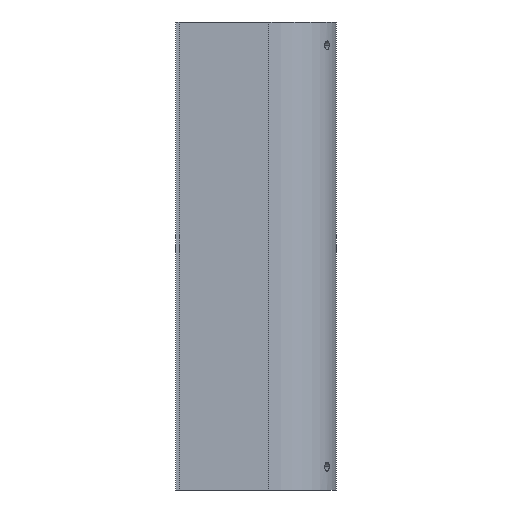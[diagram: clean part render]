
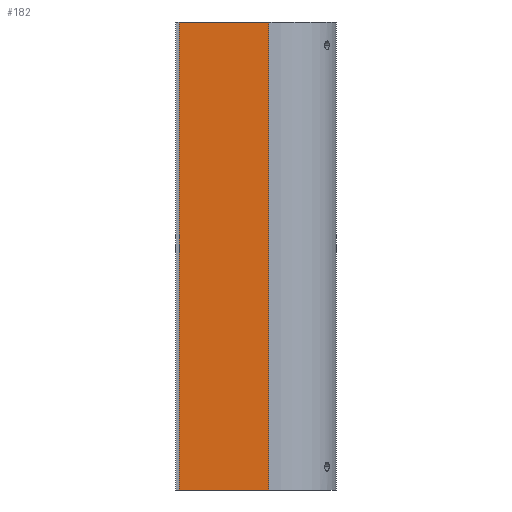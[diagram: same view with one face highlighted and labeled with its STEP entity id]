
A CAD part, left-side view. The second image highlights one B-rep face of the part: STEP entity #182.
In plain terms, the highlighted planar face has unit normal (-1, 0, 0).
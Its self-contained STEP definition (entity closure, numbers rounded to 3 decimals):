
#5 = VECTOR ( 'NONE', #162, 1000. ) ;
#40 = VECTOR ( 'NONE', #153, 1000. ) ;
#51 = CARTESIAN_POINT ( 'NONE',  ( -10., 0., 0. ) ) ;
#52 = FACE_OUTER_BOUND ( 'NONE', #741, .T. ) ;
#54 = EDGE_CURVE ( 'NONE', #969, #1056, #959, .T. ) ;
#63 = CARTESIAN_POINT ( 'NONE',  ( -10., 0., 459.655 ) ) ;
#140 = CARTESIAN_POINT ( 'NONE',  ( -10., 0., 459.655 ) ) ;
#149 = CARTESIAN_POINT ( 'NONE',  ( -10., 57.593, 459.655 ) ) ;
#153 = DIRECTION ( 'NONE',  ( 0., 0., -1. ) ) ;
#162 = DIRECTION ( 'NONE',  ( 0., -1., 0. ) ) ;
#164 = LINE ( 'NONE', #917, #604 ) ;
#182 = ADVANCED_FACE ( 'NONE', ( #52 ), #594, .F. ) ;
#221 = VECTOR ( 'NONE', #496, 1000. ) ;
#287 = LINE ( 'NONE', #149, #40 ) ;
#385 = EDGE_CURVE ( 'NONE', #673, #451, #164, .T. ) ;
#428 = DIRECTION ( 'NONE',  ( 0., 1., 0. ) ) ;
#433 = ORIENTED_EDGE ( 'NONE', *, *, #54, .F. ) ;
#451 = VERTEX_POINT ( 'NONE', #51 ) ;
#483 = ORIENTED_EDGE ( 'NONE', *, *, #927, .T. ) ;
#494 = AXIS2_PLACEMENT_3D ( 'NONE', #63, #765, #428 ) ;
#496 = DIRECTION ( 'NONE',  ( 0., 0., -1. ) ) ;
#567 = ORIENTED_EDGE ( 'NONE', *, *, #385, .T. ) ;
#594 = PLANE ( 'NONE',  #494 ) ;
#604 = VECTOR ( 'NONE', #1007, 1000. ) ;
#673 = VERTEX_POINT ( 'NONE', #704 ) ;
#704 = CARTESIAN_POINT ( 'NONE',  ( -10., 57.593, 0. ) ) ;
#741 = EDGE_LOOP ( 'NONE', ( #433, #483, #567, #950 ) ) ;
#758 = CARTESIAN_POINT ( 'NONE',  ( -10., 0., 300. ) ) ;
#765 = DIRECTION ( 'NONE',  ( 1., 0., 0. ) ) ;
#848 = CARTESIAN_POINT ( 'NONE',  ( -10., 0., 300. ) ) ;
#878 = EDGE_CURVE ( 'NONE', #1056, #451, #1001, .T. ) ;
#917 = CARTESIAN_POINT ( 'NONE',  ( -10., 0., 0. ) ) ;
#927 = EDGE_CURVE ( 'NONE', #969, #673, #287, .T. ) ;
#950 = ORIENTED_EDGE ( 'NONE', *, *, #878, .F. ) ;
#959 = LINE ( 'NONE', #758, #5 ) ;
#969 = VERTEX_POINT ( 'NONE', #1115 ) ;
#1001 = LINE ( 'NONE', #140, #221 ) ;
#1007 = DIRECTION ( 'NONE',  ( 0., -1., 0. ) ) ;
#1056 = VERTEX_POINT ( 'NONE', #848 ) ;
#1115 = CARTESIAN_POINT ( 'NONE',  ( -10., 57.593, 300. ) ) ;
